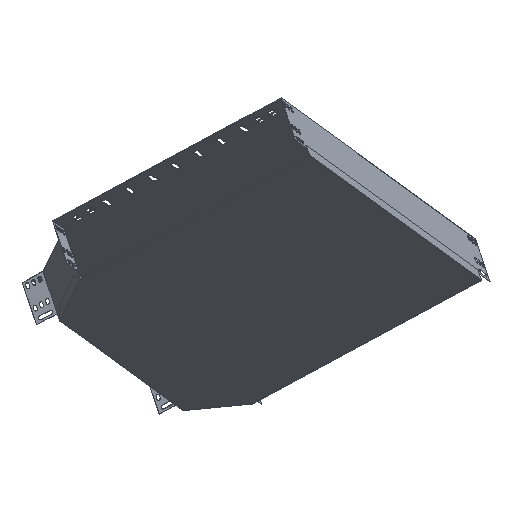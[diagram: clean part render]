
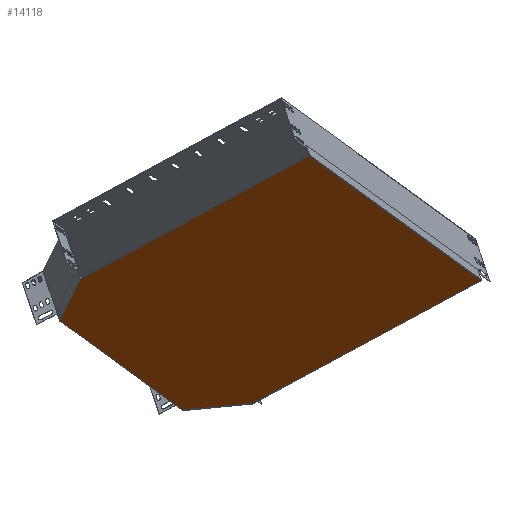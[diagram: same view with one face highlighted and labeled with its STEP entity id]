
A CAD part, front view. The second image highlights one B-rep face of the part: STEP entity #14118.
In plain terms, the highlighted planar face has unit normal (0.283, -0.485, -0.827).
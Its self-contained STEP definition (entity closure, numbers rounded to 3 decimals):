
#120 = VERTEX_POINT ( 'NONE', #11458 ) ;
#458 = LINE ( 'NONE', #3604, #12869 ) ;
#588 = FACE_OUTER_BOUND ( 'NONE', #12635, .T. ) ;
#655 = CARTESIAN_POINT ( 'NONE',  ( -372.439, 81.806, 48.681 ) ) ;
#1073 = CARTESIAN_POINT ( 'NONE',  ( 90.182, -171.791, 355.675 ) ) ;
#1123 = CARTESIAN_POINT ( 'NONE',  ( -14.227, 550.763, -104.025 ) ) ;
#1129 = EDGE_CURVE ( 'NONE', #120, #3241, #2291, .T. ) ;
#1168 = CARTESIAN_POINT ( 'NONE',  ( -144.153, 496.324, -116.504 ) ) ;
#1193 = LINE ( 'NONE', #3717, #12901 ) ;
#1603 = CARTESIAN_POINT ( 'NONE',  ( -144.318, 496.795, -116.837 ) ) ;
#1742 = ORIENTED_EDGE ( 'NONE', *, *, #1129, .T. ) ;
#1769 = ORIENTED_EDGE ( 'NONE', *, *, #3183, .F. ) ;
#1847 = CARTESIAN_POINT ( 'NONE',  ( 409.38, 408.882, 124.074 ) ) ;
#2113 = EDGE_CURVE ( 'NONE', #5534, #12657, #12907, .T. ) ;
#2291 = LINE ( 'NONE', #6501, #2639 ) ;
#2337 = VERTEX_POINT ( 'NONE', #7364 ) ;
#2387 = VECTOR ( 'NONE', #7440, 1000. ) ;
#2639 = VECTOR ( 'NONE', #14413, 1000. ) ;
#3183 = EDGE_CURVE ( 'NONE', #8655, #13540, #14094, .T. ) ;
#3241 = VERTEX_POINT ( 'NONE', #1168 ) ;
#3365 = DIRECTION ( 'NONE',  ( 0.455, 0.827, -0.33 ) ) ;
#3604 = CARTESIAN_POINT ( 'NONE',  ( -14.393, 551.234, -104.358 ) ) ;
#3717 = CARTESIAN_POINT ( 'NONE',  ( -14.227, 550.763, -104.025 ) ) ;
#3730 = CARTESIAN_POINT ( 'NONE',  ( -469.486, 360.008, -147.753 ) ) ;
#3796 = ORIENTED_EDGE ( 'NONE', *, *, #4150, .T. ) ;
#3800 = DIRECTION ( 'NONE',  ( 0.919, 0.385, 0.088 ) ) ;
#4150 = EDGE_CURVE ( 'NONE', #2337, #120, #11431, .T. ) ;
#4348 = AXIS2_PLACEMENT_3D ( 'NONE', #3730, #11666, #4861 ) ;
#4547 = VECTOR ( 'NONE', #3800, 1000. ) ;
#4559 = ORIENTED_EDGE ( 'NONE', *, *, #13622, .F. ) ;
#4645 = VECTOR ( 'NONE', #11107, 1000. ) ;
#4861 = DIRECTION ( 'NONE',  ( -0.455, -0.827, 0.33 ) ) ;
#4924 = VECTOR ( 'NONE', #9473, 1000. ) ;
#5105 = VERTEX_POINT ( 'NONE', #1123 ) ;
#5534 = VERTEX_POINT ( 'NONE', #12161 ) ;
#6493 = CARTESIAN_POINT ( 'NONE',  ( -373.486, 82.386, 47.983 ) ) ;
#6501 = CARTESIAN_POINT ( 'NONE',  ( -371.888, 82.037, 48.734 ) ) ;
#6828 = ORIENTED_EDGE ( 'NONE', *, *, #14433, .T. ) ;
#6848 = ORIENTED_EDGE ( 'NONE', *, *, #12673, .T. ) ;
#7364 = CARTESIAN_POINT ( 'NONE',  ( -373.174, 81.498, 48.61 ) ) ;
#7440 = DIRECTION ( 'NONE',  ( 0.919, 0.385, 0.088 ) ) ;
#7639 = DIRECTION ( 'NONE',  ( 0.276, -0.785, 0.555 ) ) ;
#8002 = CARTESIAN_POINT ( 'NONE',  ( -145.578, 496.987, -117.381 ) ) ;
#8055 = DIRECTION ( 'NONE',  ( 0.919, 0.385, 0.088 ) ) ;
#8062 = ORIENTED_EDGE ( 'NONE', *, *, #12142, .T. ) ;
#8396 = EDGE_CURVE ( 'NONE', #8648, #11062, #10576, .T. ) ;
#8648 = VERTEX_POINT ( 'NONE', #12759 ) ;
#8655 = VERTEX_POINT ( 'NONE', #13878 ) ;
#9473 = DIRECTION ( 'NONE',  ( 0.276, -0.785, 0.555 ) ) ;
#9640 = VECTOR ( 'NONE', #7639, 1000. ) ;
#9752 = ORIENTED_EDGE ( 'NONE', *, *, #11596, .F. ) ;
#9878 = VECTOR ( 'NONE', #8055, 1000. ) ;
#10020 = VECTOR ( 'NONE', #3365, 1000. ) ;
#10576 = LINE ( 'NONE', #11743, #4547 ) ;
#10642 = ORIENTED_EDGE ( 'NONE', *, *, #2113, .T. ) ;
#10649 = CARTESIAN_POINT ( 'NONE',  ( -332.911, -28.974, 127.203 ) ) ;
#11062 = VERTEX_POINT ( 'NONE', #10649 ) ;
#11107 = DIRECTION ( 'NONE',  ( -0.845, 0.283, -0.455 ) ) ;
#11431 = LINE ( 'NONE', #655, #2387 ) ;
#11458 = CARTESIAN_POINT ( 'NONE',  ( -371.888, 82.037, 48.734 ) ) ;
#11596 = EDGE_CURVE ( 'NONE', #5534, #3241, #11688, .T. ) ;
#11666 = DIRECTION ( 'NONE',  ( -0.283, 0.485, 0.827 ) ) ;
#11688 = LINE ( 'NONE', #1603, #4924 ) ;
#11743 = CARTESIAN_POINT ( 'NONE',  ( -333.462, -29.205, 127.15 ) ) ;
#12142 = EDGE_CURVE ( 'NONE', #5105, #13540, #1193, .T. ) ;
#12161 = CARTESIAN_POINT ( 'NONE',  ( -144.539, 497.423, -117.281 ) ) ;
#12195 = CARTESIAN_POINT ( 'NONE',  ( 90.021, -170.629, 354.938 ) ) ;
#12631 = CARTESIAN_POINT ( 'NONE',  ( -14.613, 551.862, -104.802 ) ) ;
#12635 = EDGE_LOOP ( 'NONE', ( #1742, #9752, #10642, #6848, #8062, #1769, #6828, #13502, #4559, #3796 ) ) ;
#12657 = VERTEX_POINT ( 'NONE', #12631 ) ;
#12673 = EDGE_CURVE ( 'NONE', #12657, #5105, #458, .T. ) ;
#12676 = DIRECTION ( 'NONE',  ( 0.276, -0.785, 0.555 ) ) ;
#12754 = PLANE ( 'NONE',  #4348 ) ;
#12759 = CARTESIAN_POINT ( 'NONE',  ( -334.197, -29.513, 127.08 ) ) ;
#12869 = VECTOR ( 'NONE', #12676, 1000. ) ;
#12901 = VECTOR ( 'NONE', #13906, 1000. ) ;
#12907 = LINE ( 'NONE', #8002, #9878 ) ;
#13013 = LINE ( 'NONE', #6493, #9640 ) ;
#13502 = ORIENTED_EDGE ( 'NONE', *, *, #8396, .F. ) ;
#13540 = VERTEX_POINT ( 'NONE', #1847 ) ;
#13622 = EDGE_CURVE ( 'NONE', #2337, #8648, #13013, .T. ) ;
#13680 = LINE ( 'NONE', #12195, #4645 ) ;
#13878 = CARTESIAN_POINT ( 'NONE',  ( 90.697, -170.855, 355.302 ) ) ;
#13906 = DIRECTION ( 'NONE',  ( 0.845, -0.283, 0.455 ) ) ;
#14094 = LINE ( 'NONE', #1073, #10020 ) ;
#14118 = ADVANCED_FACE ( 'NONE', ( #588 ), #12754, .F. ) ;
#14413 = DIRECTION ( 'NONE',  ( 0.455, 0.827, -0.33 ) ) ;
#14433 = EDGE_CURVE ( 'NONE', #8655, #11062, #13680, .T. ) ;
